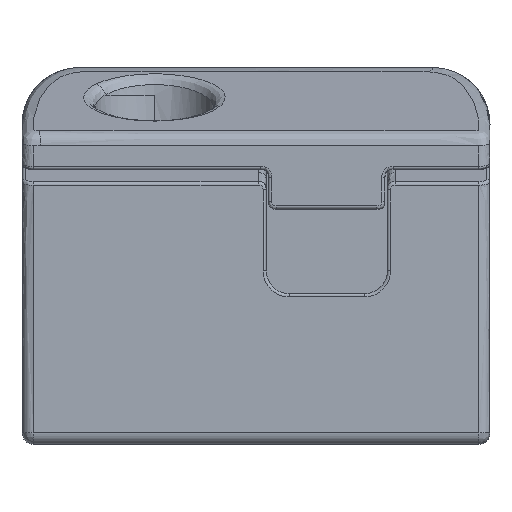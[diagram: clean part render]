
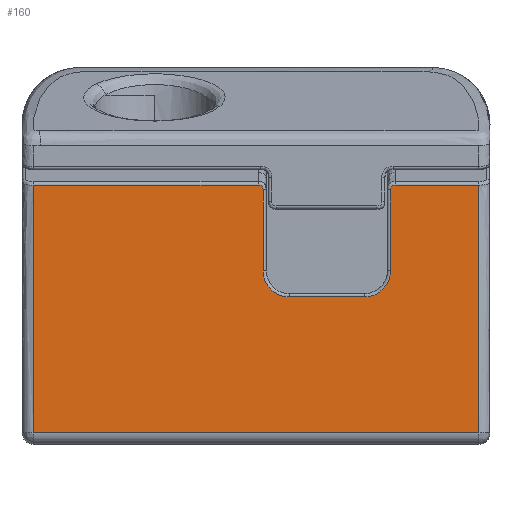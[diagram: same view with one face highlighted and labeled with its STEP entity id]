
A CAD part, left-side view. The second image highlights one B-rep face of the part: STEP entity #160.
In plain terms, the highlighted planar face has unit normal (-1, 0, 0).
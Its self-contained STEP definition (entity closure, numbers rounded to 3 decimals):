
#160=ADVANCED_FACE('',(#595),#6680,.T.);
#595=FACE_OUTER_BOUND('',#1032,.T.);
#1032=EDGE_LOOP('',(#2031,#2032,#2033,#2034,#2035,#2036,#2037,#2038,#2039,
#2040,#2041,#2042));
#2031=ORIENTED_EDGE('',*,*,#4447,.T.);
#2032=ORIENTED_EDGE('',*,*,#3868,.T.);
#2033=ORIENTED_EDGE('',*,*,#4403,.T.);
#2034=ORIENTED_EDGE('',*,*,#3869,.T.);
#2035=ORIENTED_EDGE('',*,*,#4414,.T.);
#2036=ORIENTED_EDGE('',*,*,#3870,.T.);
#2037=ORIENTED_EDGE('',*,*,#4446,.T.);
#2038=ORIENTED_EDGE('',*,*,#3871,.T.);
#2039=ORIENTED_EDGE('',*,*,#3872,.T.);
#2040=ORIENTED_EDGE('',*,*,#3873,.T.);
#2041=ORIENTED_EDGE('',*,*,#3874,.T.);
#2042=ORIENTED_EDGE('',*,*,#3875,.T.);
#3868=EDGE_CURVE('',#5909,#5910,#5006,.T.);
#3869=EDGE_CURVE('',#5911,#5912,#5007,.T.);
#3870=EDGE_CURVE('',#5913,#5914,#5008,.T.);
#3871=EDGE_CURVE('',#5915,#5916,#5009,.T.);
#3872=EDGE_CURVE('',#5916,#5917,#5010,.T.);
#3873=EDGE_CURVE('',#5917,#5918,#5011,.T.);
#3874=EDGE_CURVE('',#5918,#5919,#5012,.T.);
#3875=EDGE_CURVE('',#5919,#5908,#5013,.T.);
#4403=EDGE_CURVE('',#5910,#5911,#4658,.T.);
#4414=EDGE_CURVE('',#5912,#5913,#4660,.T.);
#4446=EDGE_CURVE('',#5914,#5915,#5543,.T.);
#4447=EDGE_CURVE('',#5908,#5909,#5544,.T.);
#4658=(
BOUNDED_CURVE()
B_SPLINE_CURVE(2,(#20877,#20878,#20879),.UNSPECIFIED.,.F.,.F.)
B_SPLINE_CURVE_WITH_KNOTS((3,3),(0.,1.793),
 .UNSPECIFIED.)
CURVE()
GEOMETRIC_REPRESENTATION_ITEM()
RATIONAL_B_SPLINE_CURVE((1.,0.707,1.))
REPRESENTATION_ITEM('')
);
#4660=(
BOUNDED_CURVE()
B_SPLINE_CURVE(2,(#20925,#20926,#20927),.UNSPECIFIED.,.F.,.F.)
B_SPLINE_CURVE_WITH_KNOTS((3,3),(0.,1.793),
 .UNSPECIFIED.)
CURVE()
GEOMETRIC_REPRESENTATION_ITEM()
RATIONAL_B_SPLINE_CURVE((1.,0.707,1.))
REPRESENTATION_ITEM('')
);
#5006=B_SPLINE_CURVE_WITH_KNOTS('',1,(#18466,#18467),.UNSPECIFIED.,.F.,
 .F.,(2,2),(0.,3.547),.UNSPECIFIED.);
#5007=B_SPLINE_CURVE_WITH_KNOTS('',1,(#18468,#18469),.UNSPECIFIED.,.F.,
 .F.,(2,2),(0.,3.3),.UNSPECIFIED.);
#5008=B_SPLINE_CURVE_WITH_KNOTS('',1,(#18470,#18471),.UNSPECIFIED.,.F.,
 .F.,(2,2),(0.,3.547),.UNSPECIFIED.);
#5009=B_SPLINE_CURVE_WITH_KNOTS('',1,(#18472,#18473),.UNSPECIFIED.,.F.,
 .F.,(2,2),(0.,9.846),.UNSPECIFIED.);
#5010=B_SPLINE_CURVE_WITH_KNOTS('',1,(#18474,#18475),.UNSPECIFIED.,.F.,
 .F.,(2,2),(0.,10.85),.UNSPECIFIED.);
#5011=B_SPLINE_CURVE_WITH_KNOTS('',1,(#18476,#18477),.UNSPECIFIED.,.F.,
 .F.,(2,2),(0.,19.5),.UNSPECIFIED.);
#5012=B_SPLINE_CURVE_WITH_KNOTS('',1,(#18478,#18479),.UNSPECIFIED.,.F.,
 .F.,(2,2),(0.,10.85),.UNSPECIFIED.);
#5013=B_SPLINE_CURVE_WITH_KNOTS('',1,(#18480,#18481),.UNSPECIFIED.,.F.,
 .F.,(2,2),(0.,3.646),.UNSPECIFIED.);
#5543=B_SPLINE_CURVE_WITH_KNOTS('',3,(#21069,#21070,#21071,#21072,#21073,
#21074,#21075,#21076,#21077),.UNSPECIFIED.,.F.,.F.,(4,1,1,1,1,1,4),(0.048,
0.147,0.222,0.258,0.295,
0.346,0.398),.UNSPECIFIED.);
#5544=B_SPLINE_CURVE_WITH_KNOTS('',3,(#21078,#21079,#21080,#21081,#21082,
#21083,#21084,#21085,#21086,#21087),.UNSPECIFIED.,.F.,.F.,(4,1,1,1,1,1,
1,4),(0.,0.052,0.103,0.14,0.176,
0.251,0.301,0.35),.UNSPECIFIED.);
#5908=VERTEX_POINT('',#17619);
#5909=VERTEX_POINT('',#17620);
#5910=VERTEX_POINT('',#17621);
#5911=VERTEX_POINT('',#17622);
#5912=VERTEX_POINT('',#17623);
#5913=VERTEX_POINT('',#17624);
#5914=VERTEX_POINT('',#17625);
#5915=VERTEX_POINT('',#17626);
#5916=VERTEX_POINT('',#17627);
#5917=VERTEX_POINT('',#17628);
#5918=VERTEX_POINT('',#17629);
#5919=VERTEX_POINT('',#17630);
#6680=PLANE('',#6789);
#6789=AXIS2_PLACEMENT_3D('',#11741,#6881,$);
#6881=DIRECTION('',(-1.,0.,0.));
#11741=CARTESIAN_POINT('',(-42.,20.056,-8.941));
#17619=CARTESIAN_POINT('',(-42.,2.146,3.1));
#17620=CARTESIAN_POINT('',(-42.,2.359,2.897));
#17621=CARTESIAN_POINT('',(-42.,2.359,-0.65));
#17622=CARTESIAN_POINT('',(-42.,3.5,-1.791));
#17623=CARTESIAN_POINT('',(-42.,6.8,-1.791));
#17624=CARTESIAN_POINT('',(-42.,7.941,-0.65));
#17625=CARTESIAN_POINT('',(-42.,7.941,2.897));
#17626=CARTESIAN_POINT('',(-42.,8.154,3.1));
#17627=CARTESIAN_POINT('',(-42.,18.,3.1));
#17628=CARTESIAN_POINT('',(-42.,18.,-7.75));
#17629=CARTESIAN_POINT('',(-42.,-1.5,-7.75));
#17630=CARTESIAN_POINT('',(-42.,-1.5,3.1));
#18466=CARTESIAN_POINT('',(-42.,2.359,2.897));
#18467=CARTESIAN_POINT('',(-42.,2.359,-0.65));
#18468=CARTESIAN_POINT('',(-42.,3.5,-1.791));
#18469=CARTESIAN_POINT('',(-42.,6.8,-1.791));
#18470=CARTESIAN_POINT('',(-42.,7.941,-0.65));
#18471=CARTESIAN_POINT('',(-42.,7.941,2.897));
#18472=CARTESIAN_POINT('',(-42.,8.154,3.1));
#18473=CARTESIAN_POINT('',(-42.,18.,3.1));
#18474=CARTESIAN_POINT('',(-42.,18.,3.1));
#18475=CARTESIAN_POINT('',(-42.,18.,-7.75));
#18476=CARTESIAN_POINT('',(-42.,18.,-7.75));
#18477=CARTESIAN_POINT('',(-42.,-1.5,-7.75));
#18478=CARTESIAN_POINT('',(-42.,-1.5,-7.75));
#18479=CARTESIAN_POINT('',(-42.,-1.5,3.1));
#18480=CARTESIAN_POINT('',(-42.,-1.5,3.1));
#18481=CARTESIAN_POINT('',(-42.,2.146,3.1));
#20877=CARTESIAN_POINT('',(-42.,2.359,-0.65));
#20878=CARTESIAN_POINT('',(-42.,2.359,-1.791));
#20879=CARTESIAN_POINT('',(-42.,3.5,-1.791));
#20925=CARTESIAN_POINT('',(-42.,6.8,-1.791));
#20926=CARTESIAN_POINT('',(-42.,7.941,-1.791));
#20927=CARTESIAN_POINT('',(-42.,7.941,-0.65));
#21069=CARTESIAN_POINT('',(-42.,7.941,2.897));
#21070=CARTESIAN_POINT('',(-42.,7.942,2.93));
#21071=CARTESIAN_POINT('',(-42.,7.942,2.99));
#21072=CARTESIAN_POINT('',(-42.,7.976,3.053));
#21073=CARTESIAN_POINT('',(-42.,8.016,3.081));
#21074=CARTESIAN_POINT('',(-42.,8.055,3.094));
#21075=CARTESIAN_POINT('',(-42.,8.102,3.1));
#21076=CARTESIAN_POINT('',(-42.,8.136,3.1));
#21077=CARTESIAN_POINT('',(-42.,8.154,3.1));
#21078=CARTESIAN_POINT('',(-42.,2.146,3.1));
#21079=CARTESIAN_POINT('',(-42.,2.164,3.1));
#21080=CARTESIAN_POINT('',(-42.,2.198,3.1));
#21081=CARTESIAN_POINT('',(-42.,2.245,3.094));
#21082=CARTESIAN_POINT('',(-42.,2.284,3.081));
#21083=CARTESIAN_POINT('',(-42.,2.324,3.053));
#21084=CARTESIAN_POINT('',(-42.,2.35,3.005));
#21085=CARTESIAN_POINT('',(-42.,2.358,2.947));
#21086=CARTESIAN_POINT('',(-42.,2.359,2.914));
#21087=CARTESIAN_POINT('',(-42.,2.359,2.897));
